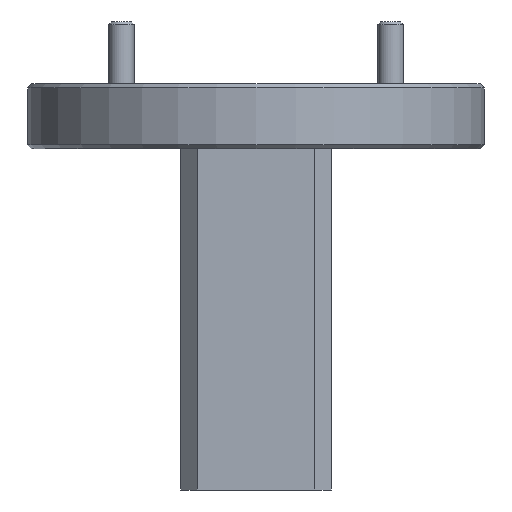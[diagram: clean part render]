
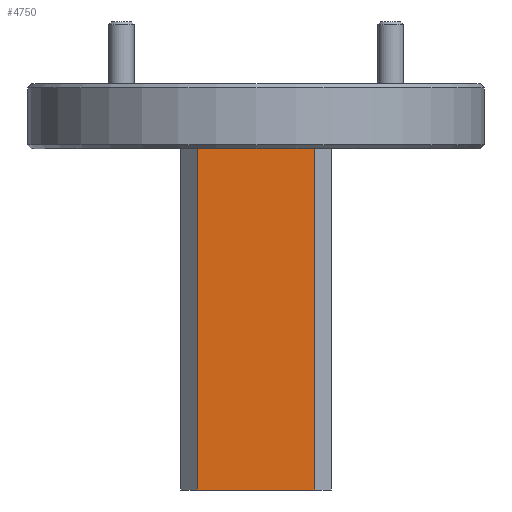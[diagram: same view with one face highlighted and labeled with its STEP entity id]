
A CAD part, front view. The second image highlights one B-rep face of the part: STEP entity #4750.
In plain terms, the highlighted planar face has unit normal (0, -1, 0).
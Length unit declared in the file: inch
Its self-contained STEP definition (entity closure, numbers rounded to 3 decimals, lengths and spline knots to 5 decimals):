
#14 = VECTOR ( 'NONE', #5891, 39.37008 ) ;
#152 = VERTEX_POINT ( 'NONE', #394 ) ;
#230 = EDGE_CURVE ( 'NONE', #3009, #560, #1088, .T. ) ;
#394 = CARTESIAN_POINT ( 'NONE',  ( 0.26949, 0.24417, -0.12954 ) ) ;
#546 = CARTESIAN_POINT ( 'NONE',  ( -0.02051, 0.24417, -0.12954 ) ) ;
#560 = VERTEX_POINT ( 'NONE', #546 ) ;
#948 = CARTESIAN_POINT ( 'NONE',  ( -0.02051, 0.24417, 0.71046 ) ) ;
#1088 = LINE ( 'NONE', #6130, #6270 ) ;
#1132 = LINE ( 'NONE', #6365, #4130 ) ;
#1244 = VERTEX_POINT ( 'NONE', #5602 ) ;
#1496 = DIRECTION ( 'NONE',  ( 1., 0., 0. ) ) ;
#1559 = DIRECTION ( 'NONE',  ( 0., 0., -1. ) ) ;
#1646 = EDGE_LOOP ( 'NONE', ( #4995, #5674, #4990, #4899 ) ) ;
#2335 = EDGE_CURVE ( 'NONE', #1244, #3009, #1132, .T. ) ;
#2451 = DIRECTION ( 'NONE',  ( -1., 0., 0. ) ) ;
#2505 = PLANE ( 'NONE',  #4949 ) ;
#2804 = LINE ( 'NONE', #3850, #14 ) ;
#2966 = CARTESIAN_POINT ( 'NONE',  ( 0.30949, 0.24417, -0.12954 ) ) ;
#3009 = VERTEX_POINT ( 'NONE', #948 ) ;
#3032 = VECTOR ( 'NONE', #2451, 39.37008 ) ;
#3106 = EDGE_CURVE ( 'NONE', #152, #560, #5617, .T. ) ;
#3181 = DIRECTION ( 'NONE',  ( -1., 0., 0. ) ) ;
#3850 = CARTESIAN_POINT ( 'NONE',  ( 0.26949, 0.24417, -0.12954 ) ) ;
#4061 = CARTESIAN_POINT ( 'NONE',  ( 0.30949, 0.24417, -0.12954 ) ) ;
#4130 = VECTOR ( 'NONE', #3181, 39.37008 ) ;
#4444 = FACE_OUTER_BOUND ( 'NONE', #1646, .T. ) ;
#4750 = ADVANCED_FACE ( 'NONE', ( #4444 ), #2505, .F. ) ;
#4899 = ORIENTED_EDGE ( 'NONE', *, *, #6278, .T. ) ;
#4949 = AXIS2_PLACEMENT_3D ( 'NONE', #4061, #6102, #1496 ) ;
#4990 = ORIENTED_EDGE ( 'NONE', *, *, #3106, .F. ) ;
#4995 = ORIENTED_EDGE ( 'NONE', *, *, #2335, .T. ) ;
#5602 = CARTESIAN_POINT ( 'NONE',  ( 0.26949, 0.24417, 0.71046 ) ) ;
#5617 = LINE ( 'NONE', #2966, #3032 ) ;
#5674 = ORIENTED_EDGE ( 'NONE', *, *, #230, .T. ) ;
#5891 = DIRECTION ( 'NONE',  ( 0., 0., 1. ) ) ;
#6102 = DIRECTION ( 'NONE',  ( 0., 1., 0. ) ) ;
#6130 = CARTESIAN_POINT ( 'NONE',  ( -0.02051, 0.24417, -0.12954 ) ) ;
#6270 = VECTOR ( 'NONE', #1559, 39.37008 ) ;
#6278 = EDGE_CURVE ( 'NONE', #152, #1244, #2804, .T. ) ;
#6365 = CARTESIAN_POINT ( 'NONE',  ( 0.30949, 0.24417, 0.71046 ) ) ;
